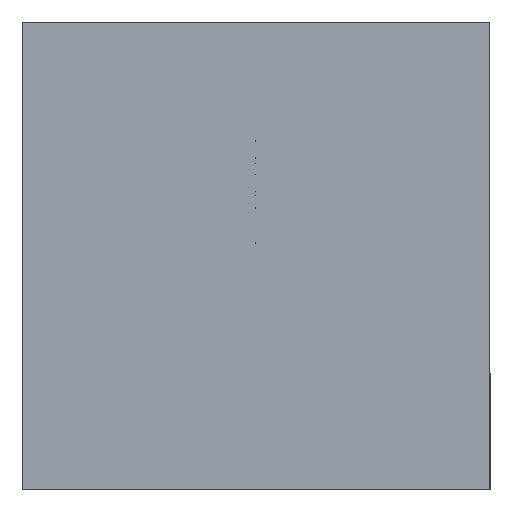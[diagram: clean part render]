
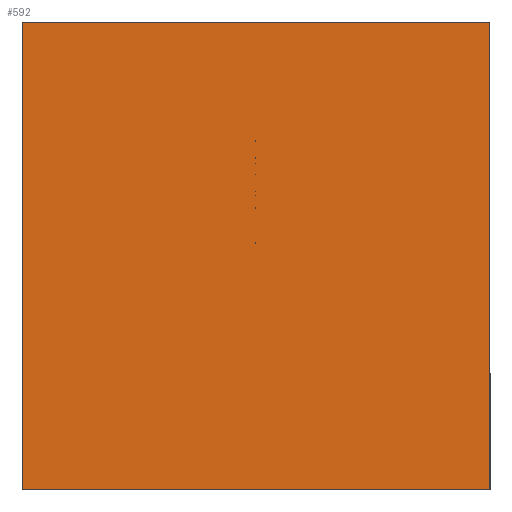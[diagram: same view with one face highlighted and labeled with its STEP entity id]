
A CAD part, left-side view. The second image highlights one B-rep face of the part: STEP entity #592.
In plain terms, the highlighted planar face has unit normal (-1, 0, 0).
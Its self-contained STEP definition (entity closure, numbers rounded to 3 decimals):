
#79 = EDGE_CURVE ( 'NONE', #1271, #1115, #311, .T. ) ;
#87 = DIRECTION ( 'NONE',  ( 0., 0., 1. ) ) ;
#114 = VERTEX_POINT ( 'NONE', #922 ) ;
#141 = LINE ( 'NONE', #458, #1155 ) ;
#174 = VECTOR ( 'NONE', #87, 1000. ) ;
#178 = DIRECTION ( 'NONE',  ( 0., -1., 0. ) ) ;
#231 = LINE ( 'NONE', #843, #359 ) ;
#305 = DIRECTION ( 'NONE',  ( 0., 1., 0. ) ) ;
#311 = LINE ( 'NONE', #1232, #174 ) ;
#318 = PLANE ( 'NONE',  #714 ) ;
#359 = VECTOR ( 'NONE', #305, 1000. ) ;
#458 = CARTESIAN_POINT ( 'NONE',  ( -300., -10., 10. ) ) ;
#493 = CARTESIAN_POINT ( 'NONE',  ( -300., -10., -10. ) ) ;
#539 = DIRECTION ( 'NONE',  ( 0., 0., -1. ) ) ;
#590 = CARTESIAN_POINT ( 'NONE',  ( -300., 10., -10. ) ) ;
#592 = ADVANCED_FACE ( 'NONE', ( #1338 ), #318, .F. ) ;
#674 = CARTESIAN_POINT ( 'NONE',  ( -300., 10., 10. ) ) ;
#699 = EDGE_LOOP ( 'NONE', ( #921, #966, #1129, #1100 ) ) ;
#701 = CARTESIAN_POINT ( 'NONE',  ( -300., 10., 10. ) ) ;
#714 = AXIS2_PLACEMENT_3D ( 'NONE', #862, #1069, #539 ) ;
#731 = EDGE_CURVE ( 'NONE', #1015, #1271, #231, .T. ) ;
#843 = CARTESIAN_POINT ( 'NONE',  ( -300., 10., -10. ) ) ;
#862 = CARTESIAN_POINT ( 'NONE',  ( -300., 0., 0. ) ) ;
#911 = EDGE_CURVE ( 'NONE', #114, #1015, #141, .T. ) ;
#921 = ORIENTED_EDGE ( 'NONE', *, *, #1219, .F. ) ;
#922 = CARTESIAN_POINT ( 'NONE',  ( -300., -10., 10. ) ) ;
#966 = ORIENTED_EDGE ( 'NONE', *, *, #79, .F. ) ;
#1015 = VERTEX_POINT ( 'NONE', #493 ) ;
#1069 = DIRECTION ( 'NONE',  ( 1., 0., 0. ) ) ;
#1089 = VECTOR ( 'NONE', #178, 1000. ) ;
#1100 = ORIENTED_EDGE ( 'NONE', *, *, #911, .F. ) ;
#1115 = VERTEX_POINT ( 'NONE', #674 ) ;
#1129 = ORIENTED_EDGE ( 'NONE', *, *, #731, .F. ) ;
#1155 = VECTOR ( 'NONE', #1196, 1000. ) ;
#1196 = DIRECTION ( 'NONE',  ( 0., 0., -1. ) ) ;
#1219 = EDGE_CURVE ( 'NONE', #1115, #114, #1298, .T. ) ;
#1232 = CARTESIAN_POINT ( 'NONE',  ( -300., 10., 10. ) ) ;
#1271 = VERTEX_POINT ( 'NONE', #590 ) ;
#1298 = LINE ( 'NONE', #701, #1089 ) ;
#1338 = FACE_OUTER_BOUND ( 'NONE', #699, .T. ) ;
